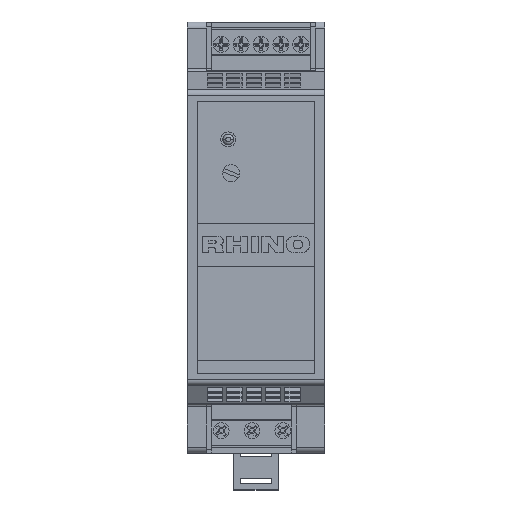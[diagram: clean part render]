
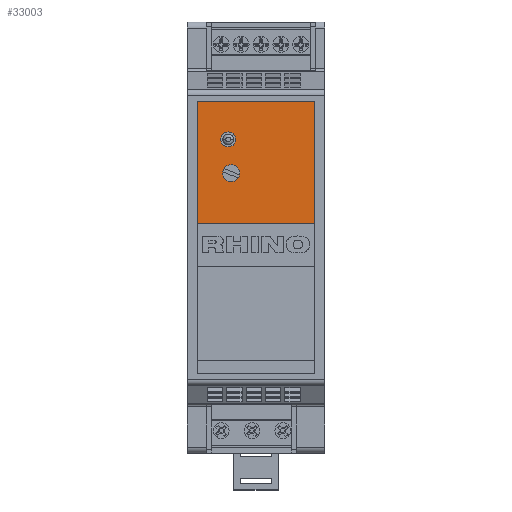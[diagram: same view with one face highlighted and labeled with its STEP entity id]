
A CAD part, top view. The second image highlights one B-rep face of the part: STEP entity #33003.
In plain terms, the highlighted planar face has unit normal (0, 0, 1).
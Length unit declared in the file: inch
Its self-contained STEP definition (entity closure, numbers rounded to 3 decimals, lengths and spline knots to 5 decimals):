
#5992 = VERTEX_POINT ( 'NONE', #41965 ) ;
#6026 = EDGE_CURVE ( 'NONE', #6175, #6121, #42147, .T. ) ;
#6113 = EDGE_CURVE ( 'NONE', #5992, #6159, #40905, .T. ) ;
#6121 = VERTEX_POINT ( 'NONE', #40821 ) ;
#6159 = VERTEX_POINT ( 'NONE', #40737 ) ;
#6175 = VERTEX_POINT ( 'NONE', #41073 ) ;
#25613 = CARTESIAN_POINT ( 'NONE',  ( 0.59, -1.365, 0.0005 ) ) ;
#25640 = DIRECTION ( 'NONE',  ( 0., 1., 0. ) ) ;
#25641 = VECTOR ( 'NONE', #25640, 39.37008 ) ;
#25642 = CARTESIAN_POINT ( 'NONE',  ( 0.59, 1.365, 0.0005 ) ) ;
#25643 = LINE ( 'NONE', #25642, #25641 ) ;
#25647 = DIRECTION ( 'NONE',  ( -1., 0., 0. ) ) ;
#25648 = VECTOR ( 'NONE', #25647, 39.37008 ) ;
#25649 = DIRECTION ( 'NONE',  ( 1., 0., 0. ) ) ;
#25650 = DIRECTION ( 'NONE',  ( 0., 0., 1. ) ) ;
#25651 = CARTESIAN_POINT ( 'NONE',  ( -0.25, 0.645, 0.0005 ) ) ;
#25652 = AXIS2_PLACEMENT_3D ( 'NONE', #25651, #25650, #25649 ) ;
#25653 = LINE ( 'NONE', #25657, #25648 ) ;
#25657 = CARTESIAN_POINT ( 'NONE',  ( -0.59, 0.13922, 0.0005 ) ) ;
#25658 = DIRECTION ( 'NONE',  ( 1., 0., 0. ) ) ;
#25659 = FACE_OUTER_BOUND ( 'NONE', #33006, .T. ) ;
#25660 = DIRECTION ( 'NONE',  ( 0., 0., 1. ) ) ;
#25665 = AXIS2_PLACEMENT_3D ( 'NONE', #25613, #25660, #25658 ) ;
#25670 = PLANE ( 'NONE',  #25665 ) ;
#25671 = FACE_BOUND ( 'NONE', #33146, .T. ) ;
#25672 = CIRCLE ( 'NONE', #25652, 0.086 ) ;
#25673 = FACE_BOUND ( 'NONE', #33094, .T. ) ;
#25868 = CARTESIAN_POINT ( 'NONE',  ( 0.59, 1.365, 0.0005 ) ) ;
#25888 = AXIS2_PLACEMENT_3D ( 'NONE', #25926, #25918, #25917 ) ;
#25917 = DIRECTION ( 'NONE',  ( 1., 0., 0. ) ) ;
#25918 = DIRECTION ( 'NONE',  ( 0., 0., 1. ) ) ;
#25926 = CARTESIAN_POINT ( 'NONE',  ( -0.279, 0.985, 0.0005 ) ) ;
#25931 = CARTESIAN_POINT ( 'NONE',  ( 0.59, 0.13922, 0.0005 ) ) ;
#25939 = CARTESIAN_POINT ( 'NONE',  ( -0.59, 1.365, 0.0005 ) ) ;
#25945 = CIRCLE ( 'NONE', #25888, 0.075 ) ;
#25960 = DIRECTION ( 'NONE',  ( 0., -1., 0. ) ) ;
#25961 = VECTOR ( 'NONE', #25960, 39.37008 ) ;
#25962 = CARTESIAN_POINT ( 'NONE',  ( -0.59, 1.365, 0.0005 ) ) ;
#25965 = DIRECTION ( 'NONE',  ( -1., 0., 0. ) ) ;
#25966 = VECTOR ( 'NONE', #25965, 39.37008 ) ;
#25967 = CARTESIAN_POINT ( 'NONE',  ( -0.59, 1.365, 0.0005 ) ) ;
#25969 = CARTESIAN_POINT ( 'NONE',  ( -0.59, 0.13922, 0.0005 ) ) ;
#25970 = LINE ( 'NONE', #25962, #25961 ) ;
#25980 = LINE ( 'NONE', #25967, #25966 ) ;
#33003 = ADVANCED_FACE ( 'NONE', ( #25673, #25671, #25659 ), #25670, .T. ) ;
#33004 = ORIENTED_EDGE ( 'NONE', *, *, #6026, .F. ) ;
#33005 = ORIENTED_EDGE ( 'NONE', *, *, #33176, .F. ) ;
#33006 = EDGE_LOOP ( 'NONE', ( #33007, #33011, #33193, #33195 ) ) ;
#33007 = ORIENTED_EDGE ( 'NONE', *, *, #33010, .F. ) ;
#33008 = ORIENTED_EDGE ( 'NONE', *, *, #6113, .F. ) ;
#33009 = EDGE_CURVE ( 'NONE', #6159, #5992, #25672, .T. ) ;
#33010 = EDGE_CURVE ( 'NONE', #33175, #33189, #25653, .T. ) ;
#33011 = ORIENTED_EDGE ( 'NONE', *, *, #33012, .T. ) ;
#33012 = EDGE_CURVE ( 'NONE', #33175, #33145, #25643, .T. ) ;
#33094 = EDGE_LOOP ( 'NONE', ( #33005, #33004 ) ) ;
#33145 = VERTEX_POINT ( 'NONE', #25868 ) ;
#33146 = EDGE_LOOP ( 'NONE', ( #33177, #33008 ) ) ;
#33174 = VERTEX_POINT ( 'NONE', #25939 ) ;
#33175 = VERTEX_POINT ( 'NONE', #25931 ) ;
#33176 = EDGE_CURVE ( 'NONE', #6121, #6175, #25945, .T. ) ;
#33177 = ORIENTED_EDGE ( 'NONE', *, *, #33009, .F. ) ;
#33189 = VERTEX_POINT ( 'NONE', #25969 ) ;
#33191 = EDGE_CURVE ( 'NONE', #33145, #33174, #25980, .T. ) ;
#33193 = ORIENTED_EDGE ( 'NONE', *, *, #33191, .T. ) ;
#33194 = EDGE_CURVE ( 'NONE', #33174, #33189, #25970, .T. ) ;
#33195 = ORIENTED_EDGE ( 'NONE', *, *, #33194, .T. ) ;
#40642 = DIRECTION ( 'NONE',  ( 1., 0., 0. ) ) ;
#40644 = DIRECTION ( 'NONE',  ( 0., 0., 1. ) ) ;
#40656 = CARTESIAN_POINT ( 'NONE',  ( -0.25, 0.645, 0.0005 ) ) ;
#40657 = AXIS2_PLACEMENT_3D ( 'NONE', #40656, #40644, #40642 ) ;
#40737 = CARTESIAN_POINT ( 'NONE',  ( -0.164, 0.645, 0.0005 ) ) ;
#40821 = CARTESIAN_POINT ( 'NONE',  ( -0.204, 0.985, 0.0005 ) ) ;
#40905 = CIRCLE ( 'NONE', #40657, 0.086 ) ;
#41073 = CARTESIAN_POINT ( 'NONE',  ( -0.354, 0.985, 0.0005 ) ) ;
#41912 = AXIS2_PLACEMENT_3D ( 'NONE', #42131, #42130, #42128 ) ;
#41965 = CARTESIAN_POINT ( 'NONE',  ( -0.336, 0.645, 0.0005 ) ) ;
#42128 = DIRECTION ( 'NONE',  ( 1., 0., 0. ) ) ;
#42130 = DIRECTION ( 'NONE',  ( 0., 0., 1. ) ) ;
#42131 = CARTESIAN_POINT ( 'NONE',  ( -0.279, 0.985, 0.0005 ) ) ;
#42147 = CIRCLE ( 'NONE', #41912, 0.075 ) ;
